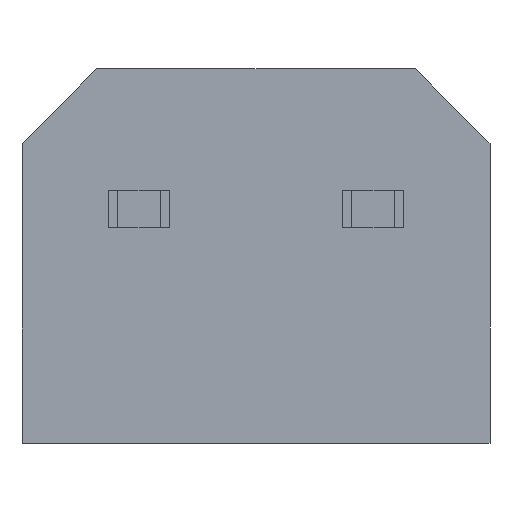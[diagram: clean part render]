
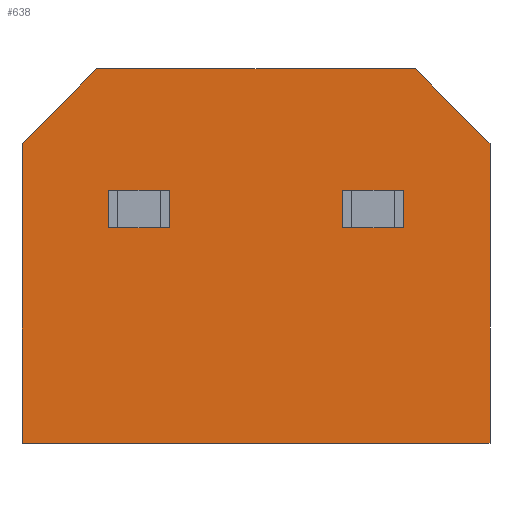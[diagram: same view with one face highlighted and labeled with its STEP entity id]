
A CAD part, front view. The second image highlights one B-rep face of the part: STEP entity #638.
In plain terms, the highlighted planar face has unit normal (0, -1, 0).
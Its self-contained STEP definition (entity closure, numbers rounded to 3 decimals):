
#21 = CARTESIAN_POINT ( 'NONE',  ( -2.5, 2.1, -2.5 ) ) ;
#36 = ORIENTED_EDGE ( 'NONE', *, *, #402, .F. ) ;
#43 = LINE ( 'NONE', #743, #1015 ) ;
#47 = EDGE_CURVE ( 'NONE', #801, #162, #817, .T. ) ;
#98 = LINE ( 'NONE', #468, #254 ) ;
#111 = LINE ( 'NONE', #627, #380 ) ;
#133 = FACE_OUTER_BOUND ( 'NONE', #929, .T. ) ;
#161 = ORIENTED_EDGE ( 'NONE', *, *, #1121, .F. ) ;
#162 = VERTEX_POINT ( 'NONE', #906 ) ;
#207 = VECTOR ( 'NONE', #212, 1000. ) ;
#212 = DIRECTION ( 'NONE',  ( 0.707, 0., -0.707 ) ) ;
#223 = CARTESIAN_POINT ( 'NONE',  ( 1.7, 2.1, 1.5 ) ) ;
#234 = PLANE ( 'NONE',  #1099 ) ;
#254 = VECTOR ( 'NONE', #825, 1000. ) ;
#270 = DIRECTION ( 'NONE',  ( 0., 0., 1. ) ) ;
#308 = EDGE_CURVE ( 'NONE', #162, #1127, #43, .T. ) ;
#326 = ORIENTED_EDGE ( 'NONE', *, *, #1022, .F. ) ;
#354 = VERTEX_POINT ( 'NONE', #936 ) ;
#380 = VECTOR ( 'NONE', #270, 1000. ) ;
#402 = EDGE_CURVE ( 'NONE', #354, #801, #1026, .T. ) ;
#468 = CARTESIAN_POINT ( 'NONE',  ( -2.5, 2.1, 0.7 ) ) ;
#469 = VECTOR ( 'NONE', #888, 1000. ) ;
#517 = VERTEX_POINT ( 'NONE', #952 ) ;
#524 = VERTEX_POINT ( 'NONE', #1064 ) ;
#532 = CARTESIAN_POINT ( 'NONE',  ( -1.7, 2.1, 1.5 ) ) ;
#562 = EDGE_CURVE ( 'NONE', #517, #524, #98, .T. ) ;
#619 = LINE ( 'NONE', #532, #469 ) ;
#627 = CARTESIAN_POINT ( 'NONE',  ( -2.5, 2.1, -2.5 ) ) ;
#638 = ADVANCED_FACE ( 'NONE', ( #133 ), #234, .F. ) ;
#669 = VECTOR ( 'NONE', #1033, 1000. ) ;
#740 = ORIENTED_EDGE ( 'NONE', *, *, #308, .F. ) ;
#743 = CARTESIAN_POINT ( 'NONE',  ( -2.5, 2.1, -2.5 ) ) ;
#757 = DIRECTION ( 'NONE',  ( -1., 0., 0. ) ) ;
#761 = CARTESIAN_POINT ( 'NONE',  ( 0., 2.1, 0. ) ) ;
#779 = ORIENTED_EDGE ( 'NONE', *, *, #47, .F. ) ;
#801 = VERTEX_POINT ( 'NONE', #939 ) ;
#817 = LINE ( 'NONE', #942, #669 ) ;
#825 = DIRECTION ( 'NONE',  ( 0.707, 0., 0.707 ) ) ;
#888 = DIRECTION ( 'NONE',  ( 1., 0., 0. ) ) ;
#906 = CARTESIAN_POINT ( 'NONE',  ( 2.5, 2.1, -2.5 ) ) ;
#923 = DIRECTION ( 'NONE',  ( 0., 1., 0. ) ) ;
#929 = EDGE_LOOP ( 'NONE', ( #161, #740, #779, #36, #326, #1045 ) ) ;
#936 = CARTESIAN_POINT ( 'NONE',  ( 1.7, 2.1, 1.5 ) ) ;
#939 = CARTESIAN_POINT ( 'NONE',  ( 2.5, 2.1, 0.7 ) ) ;
#942 = CARTESIAN_POINT ( 'NONE',  ( 2.5, 2.1, -2.5 ) ) ;
#952 = CARTESIAN_POINT ( 'NONE',  ( -2.5, 2.1, 0.7 ) ) ;
#1015 = VECTOR ( 'NONE', #757, 1000. ) ;
#1022 = EDGE_CURVE ( 'NONE', #524, #354, #619, .T. ) ;
#1026 = LINE ( 'NONE', #223, #207 ) ;
#1033 = DIRECTION ( 'NONE',  ( 0., 0., -1. ) ) ;
#1045 = ORIENTED_EDGE ( 'NONE', *, *, #562, .F. ) ;
#1064 = CARTESIAN_POINT ( 'NONE',  ( -1.7, 2.1, 1.5 ) ) ;
#1091 = DIRECTION ( 'NONE',  ( 0., 0., 1. ) ) ;
#1099 = AXIS2_PLACEMENT_3D ( 'NONE', #761, #923, #1091 ) ;
#1121 = EDGE_CURVE ( 'NONE', #1127, #517, #111, .T. ) ;
#1127 = VERTEX_POINT ( 'NONE', #21 ) ;
